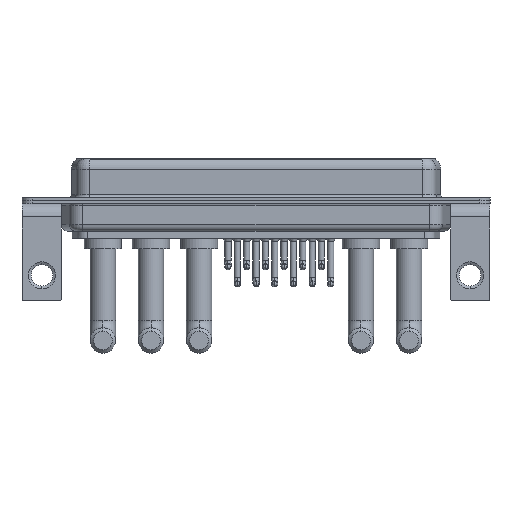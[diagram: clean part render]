
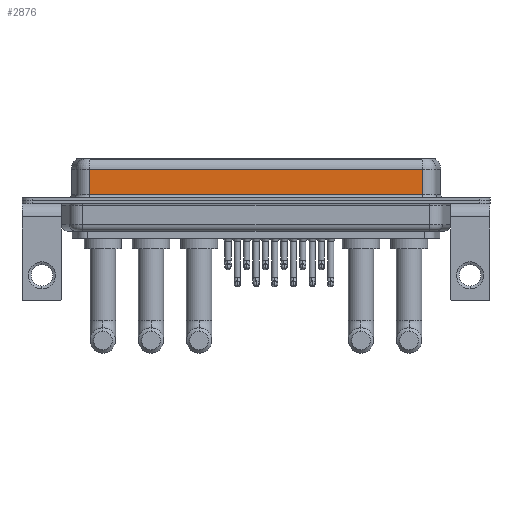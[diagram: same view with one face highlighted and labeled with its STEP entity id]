
A CAD part, front view. The second image highlights one B-rep face of the part: STEP entity #2876.
In plain terms, the highlighted planar face has unit normal (0, -1, 0).
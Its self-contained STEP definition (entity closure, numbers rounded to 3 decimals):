
#95 = CARTESIAN_POINT ( 'NONE',  ( 56.462, -3.95, 6.4 ) ) ;
#291 = EDGE_LOOP ( 'NONE', ( #818, #20989, #17212, #6926 ) ) ;
#818 = ORIENTED_EDGE ( 'NONE', *, *, #5738, .F. ) ;
#2048 = VERTEX_POINT ( 'NONE', #13744 ) ;
#2876 = ADVANCED_FACE ( 'NONE', ( #5389 ), #8686, .F. ) ;
#3822 = CARTESIAN_POINT ( 'NONE',  ( 7.038, -3.95, 6.4 ) ) ;
#3972 = VERTEX_POINT ( 'NONE', #6419 ) ;
#4984 = DIRECTION ( 'NONE',  ( 0., 0., 1. ) ) ;
#5389 = FACE_OUTER_BOUND ( 'NONE', #291, .T. ) ;
#5607 = CARTESIAN_POINT ( 'NONE',  ( 7.038, -3.95, 4.65 ) ) ;
#5738 = EDGE_CURVE ( 'NONE', #17476, #2048, #12657, .T. ) ;
#6419 = CARTESIAN_POINT ( 'NONE',  ( 7.038, -3.95, 0.9 ) ) ;
#6817 = VECTOR ( 'NONE', #18049, 1000. ) ;
#6926 = ORIENTED_EDGE ( 'NONE', *, *, #14434, .T. ) ;
#7768 = CARTESIAN_POINT ( 'NONE',  ( 56.462, -3.95, 4.65 ) ) ;
#8644 = VECTOR ( 'NONE', #17125, 1000. ) ;
#8686 = PLANE ( 'NONE',  #19325 ) ;
#8912 = VECTOR ( 'NONE', #10734, 1000. ) ;
#9558 = LINE ( 'NONE', #7768, #12745 ) ;
#9826 = EDGE_CURVE ( 'NONE', #17476, #13218, #9558, .T. ) ;
#10734 = DIRECTION ( 'NONE',  ( 0., 0., -1. ) ) ;
#11542 = CARTESIAN_POINT ( 'NONE',  ( 56.462, -3.95, 0.9 ) ) ;
#12657 = LINE ( 'NONE', #19138, #8912 ) ;
#12745 = VECTOR ( 'NONE', #19128, 1000. ) ;
#13218 = VERTEX_POINT ( 'NONE', #5607 ) ;
#13744 = CARTESIAN_POINT ( 'NONE',  ( 56.462, -3.95, 0.9 ) ) ;
#13823 = LINE ( 'NONE', #3822, #8644 ) ;
#14434 = EDGE_CURVE ( 'NONE', #3972, #2048, #19627, .T. ) ;
#17125 = DIRECTION ( 'NONE',  ( 0., 0., -1. ) ) ;
#17212 = ORIENTED_EDGE ( 'NONE', *, *, #18808, .T. ) ;
#17476 = VERTEX_POINT ( 'NONE', #19115 ) ;
#18049 = DIRECTION ( 'NONE',  ( 1., 0., 0. ) ) ;
#18808 = EDGE_CURVE ( 'NONE', #13218, #3972, #13823, .T. ) ;
#19115 = CARTESIAN_POINT ( 'NONE',  ( 56.462, -3.95, 4.65 ) ) ;
#19128 = DIRECTION ( 'NONE',  ( -1., 0., 0. ) ) ;
#19138 = CARTESIAN_POINT ( 'NONE',  ( 56.462, -3.95, 6.4 ) ) ;
#19325 = AXIS2_PLACEMENT_3D ( 'NONE', #95, #19519, #4984 ) ;
#19519 = DIRECTION ( 'NONE',  ( 0., 1., 0. ) ) ;
#19627 = LINE ( 'NONE', #11542, #6817 ) ;
#20989 = ORIENTED_EDGE ( 'NONE', *, *, #9826, .T. ) ;
